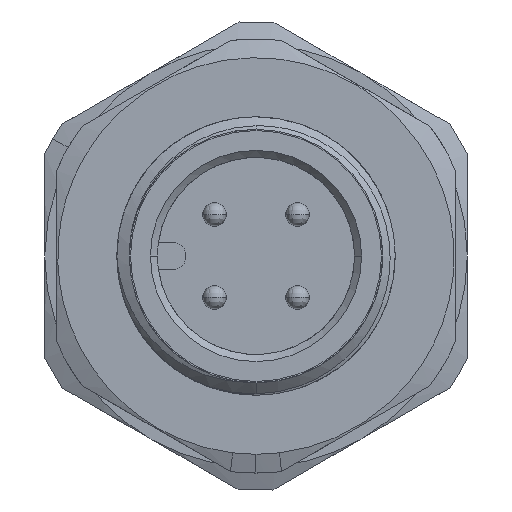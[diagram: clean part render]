
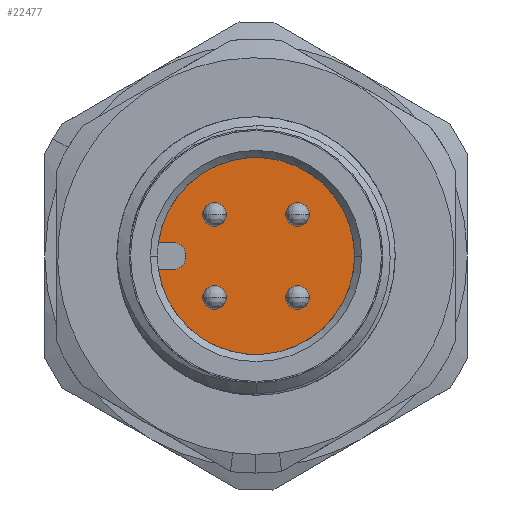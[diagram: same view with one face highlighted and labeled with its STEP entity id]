
A CAD part, left-side view. The second image highlights one B-rep face of the part: STEP entity #22477.
In plain terms, the highlighted planar face has unit normal (-1, 0, 0).
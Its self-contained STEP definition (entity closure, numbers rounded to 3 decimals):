
#146 = CARTESIAN_POINT ( 'NONE',  ( -6.689, 1.258, 23.703 ) ) ;
#203 = CARTESIAN_POINT ( 'NONE',  ( -6.689, 3.526, 21.936 ) ) ;
#271 = ORIENTED_EDGE ( 'NONE', *, *, #15887, .T. ) ;
#328 = DIRECTION ( 'NONE',  ( 0., 1., 0. ) ) ;
#651 = DIRECTION ( 'NONE',  ( 0., 1., 0. ) ) ;
#745 = DIRECTION ( 'NONE',  ( 1., 0., 0. ) ) ;
#808 = VERTEX_POINT ( 'NONE', #10889 ) ;
#1109 = DIRECTION ( 'NONE',  ( 1., 0., 0. ) ) ;
#1440 = CIRCLE ( 'NONE', #4665, 0.5 ) ;
#1488 = CARTESIAN_POINT ( 'NONE',  ( -6.689, -0.51, 25.471 ) ) ;
#1594 = AXIS2_PLACEMENT_3D ( 'NONE', #13645, #7893, #10148 ) ;
#1657 = DIRECTION ( 'NONE',  ( 1., 0., 0. ) ) ;
#1774 = DIRECTION ( 'NONE',  ( -1., 0., 0. ) ) ;
#1801 = AXIS2_PLACEMENT_3D ( 'NONE', #20051, #745, #10418 ) ;
#1802 = ORIENTED_EDGE ( 'NONE', *, *, #12375, .T. ) ;
#1821 = DIRECTION ( 'NONE',  ( 0., 1., 0. ) ) ;
#2205 = CIRCLE ( 'NONE', #24240, 0.5 ) ;
#2648 = VECTOR ( 'NONE', #23639, 1000. ) ;
#2777 = CARTESIAN_POINT ( 'NONE',  ( -6.689, -1.01, 25.471 ) ) ;
#2839 = DIRECTION ( 'NONE',  ( 1., 0., 0. ) ) ;
#3298 = ORIENTED_EDGE ( 'NONE', *, *, #5962, .T. ) ;
#3330 = LINE ( 'NONE', #24051, #20371 ) ;
#3335 = EDGE_CURVE ( 'NONE', #23855, #808, #15848, .T. ) ;
#3346 = CARTESIAN_POINT ( 'NONE',  ( -6.689, -0.51, 21.936 ) ) ;
#3541 = VERTEX_POINT ( 'NONE', #12315 ) ;
#3724 = DIRECTION ( 'NONE',  ( 1., 0., 0. ) ) ;
#3797 = EDGE_LOOP ( 'NONE', ( #11718, #7335 ) ) ;
#3846 = VERTEX_POINT ( 'NONE', #14492 ) ;
#4040 = DIRECTION ( 'NONE',  ( 0., 1., 0. ) ) ;
#4323 = ORIENTED_EDGE ( 'NONE', *, *, #21583, .T. ) ;
#4665 = AXIS2_PLACEMENT_3D ( 'NONE', #3346, #3724, #18885 ) ;
#5677 = VERTEX_POINT ( 'NONE', #24236 ) ;
#5681 = VERTEX_POINT ( 'NONE', #21869 ) ;
#5717 = FACE_BOUND ( 'NONE', #24612, .T. ) ;
#5814 = VERTEX_POINT ( 'NONE', #11435 ) ;
#5962 = EDGE_CURVE ( 'NONE', #8440, #23862, #2205, .T. ) ;
#6098 = PLANE ( 'NONE',  #13189 ) ;
#6387 = EDGE_CURVE ( 'NONE', #5677, #13877, #18225, .T. ) ;
#6645 = CIRCLE ( 'NONE', #22247, 0.5 ) ;
#6670 = CARTESIAN_POINT ( 'NONE',  ( -6.689, 5.418, 24.278 ) ) ;
#6958 = ORIENTED_EDGE ( 'NONE', *, *, #8722, .F. ) ;
#6964 = CARTESIAN_POINT ( 'NONE',  ( -6.689, 5.418, 23.128 ) ) ;
#7273 = LINE ( 'NONE', #19168, #12638 ) ;
#7335 = ORIENTED_EDGE ( 'NONE', *, *, #6387, .T. ) ;
#7501 = CARTESIAN_POINT ( 'NONE',  ( -6.689, 4.758, 24.278 ) ) ;
#7893 = DIRECTION ( 'NONE',  ( 1., 0., 0. ) ) ;
#7981 = FACE_OUTER_BOUND ( 'NONE', #19703, .T. ) ;
#8440 = VERTEX_POINT ( 'NONE', #23877 ) ;
#8573 = CARTESIAN_POINT ( 'NONE',  ( -6.689, -0.01, 21.936 ) ) ;
#8663 = CIRCLE ( 'NONE', #11852, 4.2 ) ;
#8722 = EDGE_CURVE ( 'NONE', #24806, #16168, #7273, .T. ) ;
#8750 = EDGE_CURVE ( 'NONE', #23855, #5814, #6645, .T. ) ;
#8782 = AXIS2_PLACEMENT_3D ( 'NONE', #12361, #2839, #328 ) ;
#8831 = CIRCLE ( 'NONE', #1594, 0.5 ) ;
#8887 = EDGE_CURVE ( 'NONE', #3541, #18949, #1440, .T. ) ;
#9037 = AXIS2_PLACEMENT_3D ( 'NONE', #21508, #13352, #15617 ) ;
#9192 = EDGE_CURVE ( 'NONE', #22099, #16168, #8663, .T. ) ;
#9554 = ORIENTED_EDGE ( 'NONE', *, *, #20231, .T. ) ;
#10148 = DIRECTION ( 'NONE',  ( 0., 1., 0. ) ) ;
#10418 = DIRECTION ( 'NONE',  ( 0., 1., 0. ) ) ;
#10651 = CIRCLE ( 'NONE', #20229, 0.5 ) ;
#10837 = DIRECTION ( 'NONE',  ( 0., 1., 0. ) ) ;
#10889 = CARTESIAN_POINT ( 'NONE',  ( -6.689, 4.258, 23.778 ) ) ;
#11435 = CARTESIAN_POINT ( 'NONE',  ( -6.689, 4.758, 23.128 ) ) ;
#11473 = ORIENTED_EDGE ( 'NONE', *, *, #16551, .T. ) ;
#11566 = ORIENTED_EDGE ( 'NONE', *, *, #15441, .F. ) ;
#11684 = DIRECTION ( 'NONE',  ( 1., 0., 0. ) ) ;
#11718 = ORIENTED_EDGE ( 'NONE', *, *, #24302, .T. ) ;
#11808 = CARTESIAN_POINT ( 'NONE',  ( -6.689, -0.51, 25.471 ) ) ;
#11810 = ORIENTED_EDGE ( 'NONE', *, *, #3335, .F. ) ;
#11852 = AXIS2_PLACEMENT_3D ( 'NONE', #146, #1774, #4040 ) ;
#12315 = CARTESIAN_POINT ( 'NONE',  ( -6.689, -1.01, 21.936 ) ) ;
#12361 = CARTESIAN_POINT ( 'NONE',  ( -6.689, 3.026, 25.471 ) ) ;
#12375 = EDGE_CURVE ( 'NONE', #23862, #8440, #13537, .T. ) ;
#12638 = VECTOR ( 'NONE', #20916, 1000. ) ;
#12784 = AXIS2_PLACEMENT_3D ( 'NONE', #1488, #22083, #24318 ) ;
#13189 = AXIS2_PLACEMENT_3D ( 'NONE', #21253, #18863, #1821 ) ;
#13310 = AXIS2_PLACEMENT_3D ( 'NONE', #16838, #16713, #24363 ) ;
#13352 = DIRECTION ( 'NONE',  ( 1., 0., 0. ) ) ;
#13537 = CIRCLE ( 'NONE', #12784, 0.5 ) ;
#13645 = CARTESIAN_POINT ( 'NONE',  ( -6.689, 3.026, 21.936 ) ) ;
#13804 = CARTESIAN_POINT ( 'NONE',  ( -6.689, 4.258, 23.628 ) ) ;
#13877 = VERTEX_POINT ( 'NONE', #203 ) ;
#14375 = CIRCLE ( 'NONE', #8782, 0.5 ) ;
#14492 = CARTESIAN_POINT ( 'NONE',  ( -6.689, 3.526, 25.471 ) ) ;
#14740 = ORIENTED_EDGE ( 'NONE', *, *, #8750, .T. ) ;
#14745 = DIRECTION ( 'NONE',  ( 0., -1., 0. ) ) ;
#15240 = FACE_BOUND ( 'NONE', #3797, .T. ) ;
#15441 = EDGE_CURVE ( 'NONE', #22099, #5814, #3330, .T. ) ;
#15617 = DIRECTION ( 'NONE',  ( 0., -1., 0. ) ) ;
#15848 = LINE ( 'NONE', #16223, #2648 ) ;
#15887 = EDGE_CURVE ( 'NONE', #5681, #3846, #14375, .T. ) ;
#16168 = VERTEX_POINT ( 'NONE', #6670 ) ;
#16223 = CARTESIAN_POINT ( 'NONE',  ( -6.689, 4.258, 23.128 ) ) ;
#16551 = EDGE_CURVE ( 'NONE', #24806, #808, #21455, .T. ) ;
#16713 = DIRECTION ( 'NONE',  ( 1., 0., 0. ) ) ;
#16838 = CARTESIAN_POINT ( 'NONE',  ( -6.689, 3.026, 25.471 ) ) ;
#17489 = FACE_BOUND ( 'NONE', #19680, .T. ) ;
#18037 = CARTESIAN_POINT ( 'NONE',  ( -6.689, 4.758, 23.628 ) ) ;
#18225 = CIRCLE ( 'NONE', #1801, 0.5 ) ;
#18466 = CARTESIAN_POINT ( 'NONE',  ( -6.689, -0.51, 21.936 ) ) ;
#18863 = DIRECTION ( 'NONE',  ( -1., 0., 0. ) ) ;
#18885 = DIRECTION ( 'NONE',  ( 0., 1., 0. ) ) ;
#18949 = VERTEX_POINT ( 'NONE', #8573 ) ;
#19168 = CARTESIAN_POINT ( 'NONE',  ( -6.689, 4.258, 24.278 ) ) ;
#19680 = EDGE_LOOP ( 'NONE', ( #9554, #271 ) ) ;
#19703 = EDGE_LOOP ( 'NONE', ( #11473, #11810, #14740, #11566, #20557, #6958 ) ) ;
#20051 = CARTESIAN_POINT ( 'NONE',  ( -6.689, 3.026, 21.936 ) ) ;
#20158 = DIRECTION ( 'NONE',  ( 0., -1., 0. ) ) ;
#20229 = AXIS2_PLACEMENT_3D ( 'NONE', #18466, #1657, #10837 ) ;
#20231 = EDGE_CURVE ( 'NONE', #3846, #5681, #24136, .T. ) ;
#20371 = VECTOR ( 'NONE', #14745, 1000. ) ;
#20557 = ORIENTED_EDGE ( 'NONE', *, *, #9192, .T. ) ;
#20916 = DIRECTION ( 'NONE',  ( 0., 1., 0. ) ) ;
#20919 = ORIENTED_EDGE ( 'NONE', *, *, #8887, .T. ) ;
#21253 = CARTESIAN_POINT ( 'NONE',  ( -6.689, 1.258, 23.703 ) ) ;
#21455 = CIRCLE ( 'NONE', #9037, 0.5 ) ;
#21508 = CARTESIAN_POINT ( 'NONE',  ( -6.689, 4.758, 23.778 ) ) ;
#21583 = EDGE_CURVE ( 'NONE', #18949, #3541, #10651, .T. ) ;
#21869 = CARTESIAN_POINT ( 'NONE',  ( -6.689, 2.526, 25.471 ) ) ;
#22083 = DIRECTION ( 'NONE',  ( 1., 0., 0. ) ) ;
#22099 = VERTEX_POINT ( 'NONE', #6964 ) ;
#22193 = EDGE_LOOP ( 'NONE', ( #3298, #1802 ) ) ;
#22247 = AXIS2_PLACEMENT_3D ( 'NONE', #18037, #1109, #20158 ) ;
#22477 = ADVANCED_FACE ( 'NONE', ( #15240, #22892, #17489, #5717, #7981 ), #6098, .T. ) ;
#22892 = FACE_BOUND ( 'NONE', #22193, .T. ) ;
#23639 = DIRECTION ( 'NONE',  ( 0., 0., 1. ) ) ;
#23855 = VERTEX_POINT ( 'NONE', #13804 ) ;
#23862 = VERTEX_POINT ( 'NONE', #2777 ) ;
#23877 = CARTESIAN_POINT ( 'NONE',  ( -6.689, -0.01, 25.471 ) ) ;
#24051 = CARTESIAN_POINT ( 'NONE',  ( -6.689, 5.418, 23.128 ) ) ;
#24136 = CIRCLE ( 'NONE', #13310, 0.5 ) ;
#24236 = CARTESIAN_POINT ( 'NONE',  ( -6.689, 2.526, 21.936 ) ) ;
#24240 = AXIS2_PLACEMENT_3D ( 'NONE', #11808, #11684, #651 ) ;
#24302 = EDGE_CURVE ( 'NONE', #13877, #5677, #8831, .T. ) ;
#24318 = DIRECTION ( 'NONE',  ( 0., 1., 0. ) ) ;
#24363 = DIRECTION ( 'NONE',  ( 0., 1., 0. ) ) ;
#24612 = EDGE_LOOP ( 'NONE', ( #4323, #20919 ) ) ;
#24806 = VERTEX_POINT ( 'NONE', #7501 ) ;
